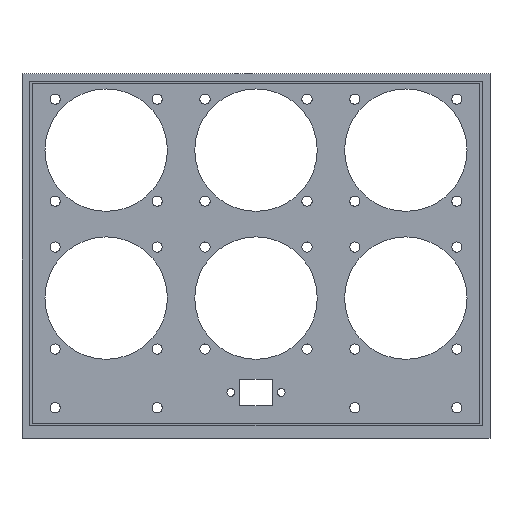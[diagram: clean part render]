
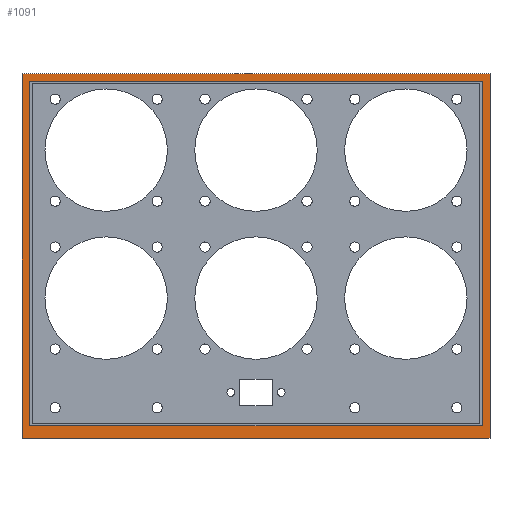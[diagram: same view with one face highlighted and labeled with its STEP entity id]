
A CAD part, top view. The second image highlights one B-rep face of the part: STEP entity #1091.
In plain terms, the highlighted planar face has unit normal (0, 0, 1).
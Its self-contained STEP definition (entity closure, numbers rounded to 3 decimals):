
#196=FACE_BOUND($,#417,.T.);
#197=FACE_BOUND($,#418,.T.);
#417=EDGE_LOOP($,(#965,#966,#967,#968));
#418=EDGE_LOOP($,(#969,#970,#971,#972));
#457=LINE($,#1534,#505);
#471=LINE($,#1563,#519);
#474=LINE($,#1569,#522);
#477=LINE($,#1574,#525);
#495=LINE($,#1792,#543);
#498=LINE($,#1798,#546);
#501=LINE($,#1804,#549);
#504=LINE($,#1808,#552);
#505=VECTOR($,#1228,177.5);
#519=VECTOR($,#1250,135.);
#522=VECTOR($,#1255,135.);
#525=VECTOR($,#1260,177.5);
#543=VECTOR($,#1510,143.);
#546=VECTOR($,#1515,183.5);
#549=VECTOR($,#1520,143.);
#552=VECTOR($,#1525,183.5);
#553=VERTEX_POINT($,#1532);
#554=VERTEX_POINT($,#1533);
#565=VERTEX_POINT($,#1562);
#567=VERTEX_POINT($,#1568);
#651=VERTEX_POINT($,#1789);
#652=VERTEX_POINT($,#1791);
#654=VERTEX_POINT($,#1797);
#656=VERTEX_POINT($,#1803);
#657=EDGE_CURVE($,#553,#554,#457,.T.);
#671=EDGE_CURVE($,#565,#553,#471,.T.);
#674=EDGE_CURVE($,#554,#567,#474,.T.);
#677=EDGE_CURVE($,#567,#565,#477,.T.);
#767=EDGE_CURVE($,#652,#651,#495,.T.);
#770=EDGE_CURVE($,#654,#652,#498,.T.);
#773=EDGE_CURVE($,#656,#654,#501,.T.);
#776=EDGE_CURVE($,#651,#656,#504,.T.);
#965=ORIENTED_EDGE($,*,*,#657,.T.);
#966=ORIENTED_EDGE($,*,*,#674,.T.);
#967=ORIENTED_EDGE($,*,*,#677,.T.);
#968=ORIENTED_EDGE($,*,*,#671,.T.);
#969=ORIENTED_EDGE($,*,*,#776,.T.);
#970=ORIENTED_EDGE($,*,*,#773,.T.);
#971=ORIENTED_EDGE($,*,*,#770,.T.);
#972=ORIENTED_EDGE($,*,*,#767,.T.);
#1035=PLANE($,#1222);
#1091=ADVANCED_FACE($,(#196,#197),#1035,.T.);
#1222=AXIS2_PLACEMENT_3D($,#1809,#1526,#1527);
#1228=DIRECTION($,(1.,0.,0.));
#1250=DIRECTION($,(0.,1.,0.));
#1255=DIRECTION($,(0.,-1.,0.));
#1260=DIRECTION($,(-1.,0.,0.));
#1510=DIRECTION($,(0.,-1.,0.));
#1515=DIRECTION($,(-1.,0.,0.));
#1520=DIRECTION($,(0.,1.,0.));
#1525=DIRECTION($,(1.,0.,0.));
#1526=DIRECTION('center_axis',(0.,0.,1.));
#1527=DIRECTION('ref_axis',(1.,0.,0.));
#1532=CARTESIAN_POINT('',(3.,140.,3.));
#1533=CARTESIAN_POINT('',(180.5,140.,3.));
#1534=CARTESIAN_POINT($,(136.125,140.,3.));
#1562=CARTESIAN_POINT('',(3.,5.,3.));
#1563=CARTESIAN_POINT($,(3.,105.25,3.));
#1568=CARTESIAN_POINT('',(180.5,5.,3.));
#1569=CARTESIAN_POINT($,(180.5,38.25,3.));
#1574=CARTESIAN_POINT($,(135.625,5.,3.));
#1789=CARTESIAN_POINT('',(0.,0.,3.));
#1791=CARTESIAN_POINT('',(0.,143.,3.));
#1792=CARTESIAN_POINT($,(0.,143.,3.));
#1797=CARTESIAN_POINT('',(183.5,143.,3.));
#1798=CARTESIAN_POINT($,(183.5,143.,3.));
#1803=CARTESIAN_POINT('',(183.5,0.,3.));
#1804=CARTESIAN_POINT($,(183.5,0.,3.));
#1808=CARTESIAN_POINT($,(0.,0.,3.));
#1809=CARTESIAN_POINT('Origin',(91.75,71.5,3.));
